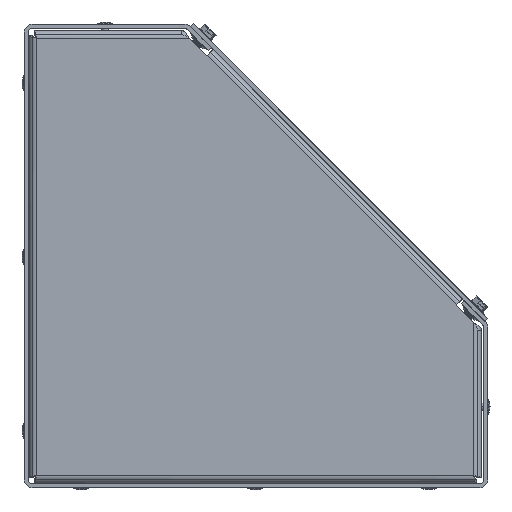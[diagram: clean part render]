
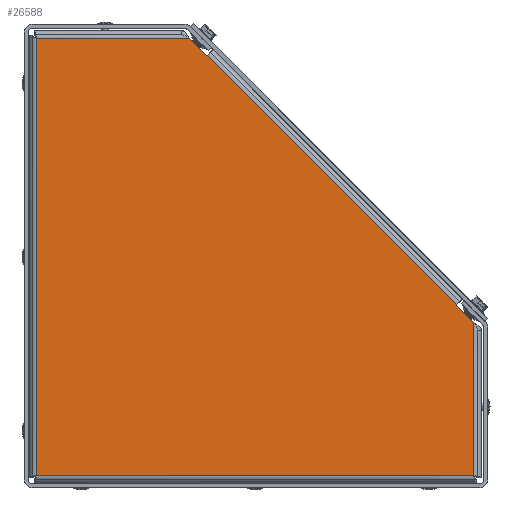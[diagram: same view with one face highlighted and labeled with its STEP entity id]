
A CAD part, left-side view. The second image highlights one B-rep face of the part: STEP entity #26588.
In plain terms, the highlighted planar face has unit normal (-1, 0, 0).
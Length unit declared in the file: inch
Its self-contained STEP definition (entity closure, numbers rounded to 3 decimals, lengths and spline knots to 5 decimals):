
#191 = CARTESIAN_POINT ( 'NONE',  ( -18.38335, 0.85014, -2.7895 ) ) ;
#548 = LINE ( 'NONE', #191, #33325 ) ;
#6404 = DIRECTION ( 'NONE',  ( 0., 0., -1. ) ) ;
#7165 = VERTEX_POINT ( 'NONE', #35590 ) ;
#9337 = VERTEX_POINT ( 'NONE', #37723 ) ;
#9407 = PLANE ( 'NONE',  #15110 ) ;
#10165 = ORIENTED_EDGE ( 'NONE', *, *, #18794, .T. ) ;
#11474 = LINE ( 'NONE', #24112, #45952 ) ;
#11628 = ORIENTED_EDGE ( 'NONE', *, *, #45987, .F. ) ;
#14799 = LINE ( 'NONE', #20245, #70550 ) ;
#15110 = AXIS2_PLACEMENT_3D ( 'NONE', #60821, #34177, #38485 ) ;
#15551 = VERTEX_POINT ( 'NONE', #36722 ) ;
#15954 = EDGE_CURVE ( 'NONE', #58016, #67582, #20391, .T. ) ;
#16214 = CARTESIAN_POINT ( 'NONE',  ( -18.38335, -3.20445, 0.1623 ) ) ;
#16609 = VECTOR ( 'NONE', #69523, 39.37008 ) ;
#18554 = CARTESIAN_POINT ( 'NONE',  ( -18.38335, -3.30097, 0.25882 ) ) ;
#18794 = EDGE_CURVE ( 'NONE', #18829, #15551, #548, .T. ) ;
#18829 = VERTEX_POINT ( 'NONE', #67834 ) ;
#19275 = VECTOR ( 'NONE', #35813, 39.37008 ) ;
#19921 = CARTESIAN_POINT ( 'NONE',  ( -18.38335, 1.10703, 4.45723 ) ) ;
#20245 = CARTESIAN_POINT ( 'NONE',  ( -18.38335, -3.49719, 0.41092 ) ) ;
#20391 = LINE ( 'NONE', #52774, #40943 ) ;
#20938 = CARTESIAN_POINT ( 'NONE',  ( -18.38335, 4.05056, 4.75825 ) ) ;
#24112 = CARTESIAN_POINT ( 'NONE',  ( -18.38335, 4.05056, 0.41092 ) ) ;
#24780 = CARTESIAN_POINT ( 'NONE',  ( -18.38335, -3.49719, -0.147 ) ) ;
#25738 = CARTESIAN_POINT ( 'NONE',  ( -18.38335, -3.19617, 0.15402 ) ) ;
#26050 = DIRECTION ( 'NONE',  ( 0., -0.707, 0.707 ) ) ;
#26588 = ADVANCED_FACE ( 'NONE', ( #58735 ), #9407, .T. ) ;
#27074 = CARTESIAN_POINT ( 'NONE',  ( -18.38335, -3.49719, -0.147 ) ) ;
#29011 = EDGE_CURVE ( 'NONE', #15551, #62021, #14799, .T. ) ;
#30430 = EDGE_CURVE ( 'NONE', #7165, #58016, #40671, .T. ) ;
#33325 = VECTOR ( 'NONE', #43383, 39.37008 ) ;
#34177 = DIRECTION ( 'NONE',  ( -1., 0., 0. ) ) ;
#35590 = CARTESIAN_POINT ( 'NONE',  ( -18.38335, 1.10703, 4.45723 ) ) ;
#35813 = DIRECTION ( 'NONE',  ( 0., 0.707, -0.707 ) ) ;
#36722 = CARTESIAN_POINT ( 'NONE',  ( -18.38335, -3.49719, -2.7895 ) ) ;
#36769 = DIRECTION ( 'NONE',  ( 0., 0., 1. ) ) ;
#37287 = LINE ( 'NONE', #24780, #62813 ) ;
#37723 = CARTESIAN_POINT ( 'NONE',  ( -18.38335, -3.20445, 0.1623 ) ) ;
#38485 = DIRECTION ( 'NONE',  ( 0., 1., 0. ) ) ;
#39452 = EDGE_CURVE ( 'NONE', #62021, #47651, #37287, .T. ) ;
#40448 = LINE ( 'NONE', #18554, #19275 ) ;
#40671 = LINE ( 'NONE', #67714, #53630 ) ;
#40943 = VECTOR ( 'NONE', #42302, 39.37008 ) ;
#41795 = ORIENTED_EDGE ( 'NONE', *, *, #29011, .T. ) ;
#42302 = DIRECTION ( 'NONE',  ( 0., 1., 0. ) ) ;
#42335 = DIRECTION ( 'NONE',  ( 0., 0.707, 0.707 ) ) ;
#43383 = DIRECTION ( 'NONE',  ( 0., -1., 0. ) ) ;
#44601 = EDGE_CURVE ( 'NONE', #9337, #64941, #59429, .T. ) ;
#45381 = DIRECTION ( 'NONE',  ( 0., 0.707, 0.707 ) ) ;
#45952 = VECTOR ( 'NONE', #6404, 39.37008 ) ;
#45987 = EDGE_CURVE ( 'NONE', #9337, #47651, #40448, .T. ) ;
#46689 = ORIENTED_EDGE ( 'NONE', *, *, #44601, .T. ) ;
#47007 = ORIENTED_EDGE ( 'NONE', *, *, #39452, .T. ) ;
#47651 = VERTEX_POINT ( 'NONE', #25738 ) ;
#48222 = ORIENTED_EDGE ( 'NONE', *, *, #63922, .T. ) ;
#52774 = CARTESIAN_POINT ( 'NONE',  ( -18.38335, 0.85014, 4.75825 ) ) ;
#53630 = VECTOR ( 'NONE', #45381, 39.37008 ) ;
#53889 = EDGE_CURVE ( 'NONE', #7165, #64941, #69217, .T. ) ;
#57225 = CARTESIAN_POINT ( 'NONE',  ( -18.38335, 1.40806, 4.75825 ) ) ;
#58016 = VERTEX_POINT ( 'NONE', #57225 ) ;
#58735 = FACE_OUTER_BOUND ( 'NONE', #59439, .T. ) ;
#59429 = LINE ( 'NONE', #16214, #16609 ) ;
#59439 = EDGE_LOOP ( 'NONE', ( #69066, #64755, #68322, #48222, #10165, #41795, #47007, #11628, #46689 ) ) ;
#59575 = CARTESIAN_POINT ( 'NONE',  ( -18.38335, 1.09876, 4.46551 ) ) ;
#60428 = VECTOR ( 'NONE', #26050, 39.37008 ) ;
#60821 = CARTESIAN_POINT ( 'NONE',  ( -18.38335, 0.85014, 0.41092 ) ) ;
#62021 = VERTEX_POINT ( 'NONE', #27074 ) ;
#62813 = VECTOR ( 'NONE', #42335, 39.37008 ) ;
#63922 = EDGE_CURVE ( 'NONE', #67582, #18829, #11474, .T. ) ;
#64755 = ORIENTED_EDGE ( 'NONE', *, *, #30430, .T. ) ;
#64941 = VERTEX_POINT ( 'NONE', #59575 ) ;
#67582 = VERTEX_POINT ( 'NONE', #20938 ) ;
#67714 = CARTESIAN_POINT ( 'NONE',  ( -18.38335, 1.10703, 4.45723 ) ) ;
#67834 = CARTESIAN_POINT ( 'NONE',  ( -18.38335, 4.05056, -2.7895 ) ) ;
#68322 = ORIENTED_EDGE ( 'NONE', *, *, #15954, .T. ) ;
#69066 = ORIENTED_EDGE ( 'NONE', *, *, #53889, .F. ) ;
#69217 = LINE ( 'NONE', #19921, #60428 ) ;
#69523 = DIRECTION ( 'NONE',  ( 0., 0.707, 0.707 ) ) ;
#70550 = VECTOR ( 'NONE', #36769, 39.37008 ) ;
